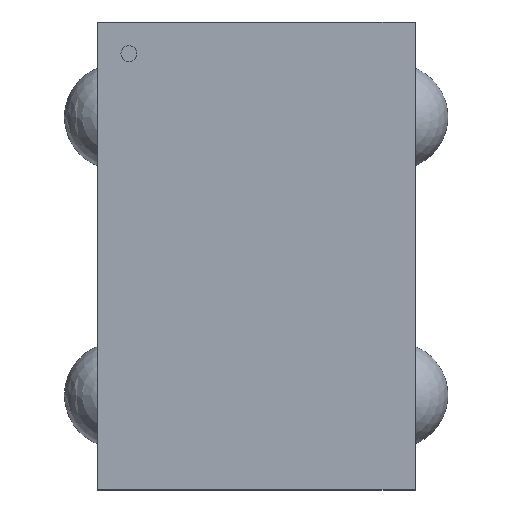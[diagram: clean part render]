
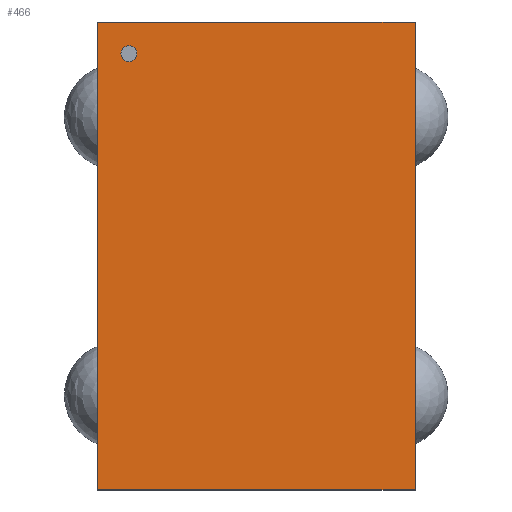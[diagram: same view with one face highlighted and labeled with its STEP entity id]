
A CAD part, top view. The second image highlights one B-rep face of the part: STEP entity #466.
In plain terms, the highlighted planar face has unit normal (0, 0, 1).
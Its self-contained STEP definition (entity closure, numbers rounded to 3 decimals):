
#242=CARTESIAN_POINT('',(0.457,-0.673,0.356));
#241=VERTEX_POINT('',#242);
#252=CARTESIAN_POINT('',(-0.457,-0.673,0.356));
#251=VERTEX_POINT('',#252);
#250=EDGE_CURVE('',#251,#241,#255,.T.);
#255=LINE('',#252,#257);
#257=VECTOR('',#258,0.914);
#258=DIRECTION('',(1.0,0.0,0.0));
#291=CARTESIAN_POINT('',(0.457,0.673,0.356));
#290=VERTEX_POINT('',#291);
#299=EDGE_CURVE('',#241,#290,#304,.T.);
#304=LINE('',#242,#306);
#306=VECTOR('',#307,1.346);
#307=DIRECTION('',(0.0,1.0,0.0));
#340=CARTESIAN_POINT('',(-0.457,0.673,0.356));
#339=VERTEX_POINT('',#340);
#348=EDGE_CURVE('',#290,#339,#353,.T.);
#353=LINE('',#291,#355);
#355=VECTOR('',#356,0.914);
#356=DIRECTION('',(-1.0,0.0,0.0));
#397=EDGE_CURVE('',#339,#251,#402,.T.);
#402=LINE('',#340,#404);
#404=VECTOR('',#405,1.346);
#405=DIRECTION('',(0.0,-1.0,0.0));
#466=ADVANCED_FACE('',(#472),#467,.T.);
#467=PLANE('',#468);
#468=AXIS2_PLACEMENT_3D('',#469,#470,#471);
#469=CARTESIAN_POINT('',(-0.457,-0.673,0.356));
#470=DIRECTION('',(0.0,0.0,1.0));
#471=DIRECTION('',(0.,1.,0.));
#472=FACE_OUTER_BOUND('',#473,.T.);
#473=EDGE_LOOP('',(#474,#484,#494,#504));
#474=ORIENTED_EDGE('',*,*,#250,.T.);
#484=ORIENTED_EDGE('',*,*,#299,.T.);
#494=ORIENTED_EDGE('',*,*,#348,.T.);
#504=ORIENTED_EDGE('',*,*,#397,.T.);
